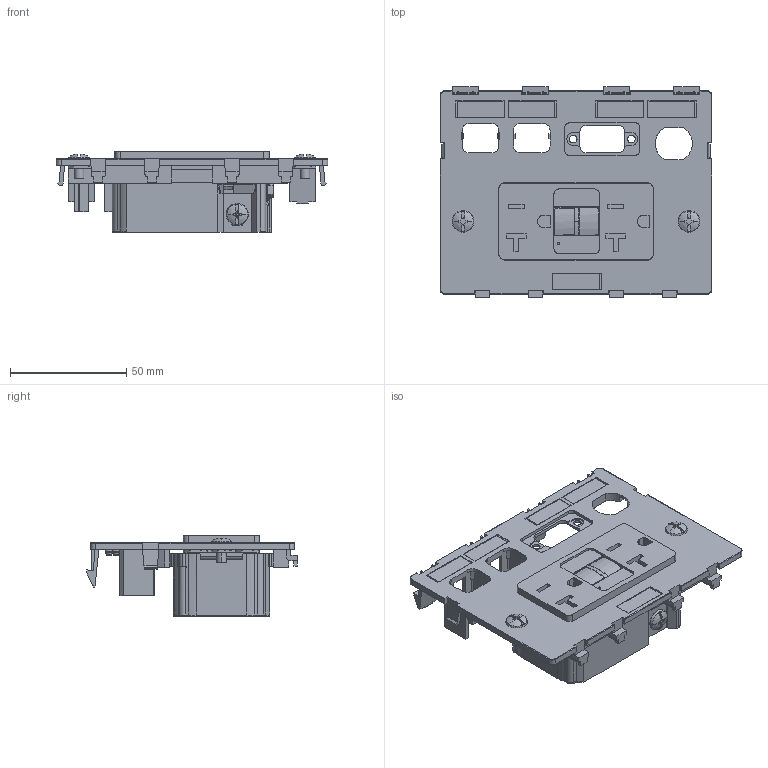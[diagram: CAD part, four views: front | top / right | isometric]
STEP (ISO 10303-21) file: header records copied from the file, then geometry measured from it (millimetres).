
FILE_DESCRIPTION(('CATIA V5 STEP Exchange','CAx-IF Rec.Pracs.--- Model Styling and Organization---1.5--- 2016-08-15','CAx-IF Rec.Pracs.---Supplemental Geometry---1.0---2011-11-01','CAx-IF Rec.Pracs.--- Composite Materials ---1.1---2010-07-15'),'2;1');
FILE_NAME ('107414-4_1', '2025-01-08T10:48:28+00:00', ('none'), ('Weidmueller'), 'CATIA Version 5-6 Release 2022 SP4 HF5', 'CATIA V5 STEP AP214 v3', 'none');
FILE_SCHEMA(('AUTOMOTIVE_DESIGN { 1 0 10303 214 1 1 1 1 }'));
Products named in the file (1): 2003370000
Bounding box: 116.5 x 90.5 x 34.77 mm (x, y, z)
Volume: 114605 mm3; surface area: 44396.8 mm2
Topology: 1 solids, 2 shells, 1626 faces, 4672 edges, 3086 vertices
Faces by surface type: plane 1106, cylinder 342, cone 55, torus 44, extrusion 32, sphere 29, bspline 18
Entity records: 56047 total; most frequent: CARTESIAN_POINT 14801, ORIENTED_EDGE 9326, DIRECTION 6721, EDGE_CURVE 4663, VECTOR 3421, LINE 3389, VERTEX_POINT 3086, AXIS2_PLACEMENT_3D 2021
